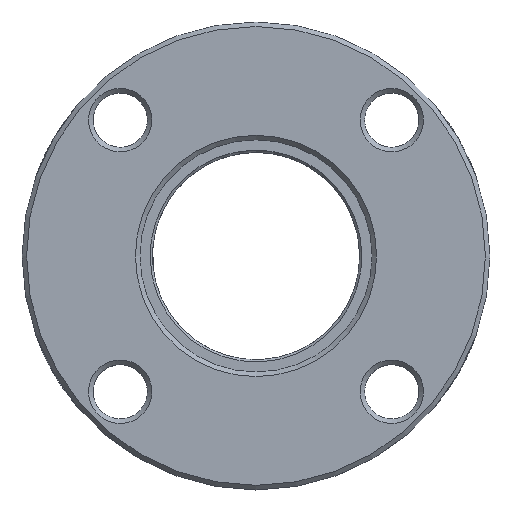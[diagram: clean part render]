
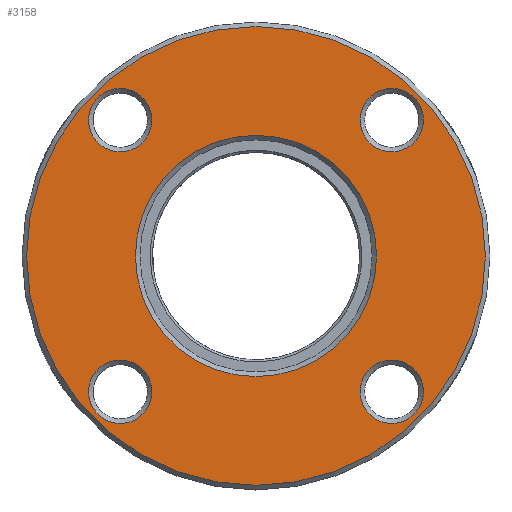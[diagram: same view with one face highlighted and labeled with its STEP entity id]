
A CAD part, top view. The second image highlights one B-rep face of the part: STEP entity #3158.
In plain terms, the highlighted planar face has unit normal (0, 0, 1).
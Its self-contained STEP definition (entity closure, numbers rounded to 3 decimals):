
#53 = AXIS2_PLACEMENT_3D ( 'NONE', #966, #443, #1513 ) ;
#54 = CARTESIAN_POINT ( 'NONE',  ( -11.5, 15., 4. ) ) ;
#103 = ORIENTED_EDGE ( 'NONE', *, *, #3172, .T. ) ;
#218 = AXIS2_PLACEMENT_3D ( 'NONE', #554, #233, #2444 ) ;
#221 = ORIENTED_EDGE ( 'NONE', *, *, #852, .T. ) ;
#233 = DIRECTION ( 'NONE',  ( 0., 0., -1. ) ) ;
#241 = ORIENTED_EDGE ( 'NONE', *, *, #2913, .T. ) ;
#395 = DIRECTION ( 'NONE',  ( 0., 0., 1. ) ) ;
#443 = DIRECTION ( 'NONE',  ( 0., 0., -1. ) ) ;
#467 = FACE_BOUND ( 'NONE', #2778, .T. ) ;
#511 = CIRCLE ( 'NONE', #53, 13.327 ) ;
#554 = CARTESIAN_POINT ( 'NONE',  ( 15., -15., 4. ) ) ;
#566 = EDGE_LOOP ( 'NONE', ( #621 ) ) ;
#569 = DIRECTION ( 'NONE',  ( 0., 0., -1. ) ) ;
#570 = CIRCLE ( 'NONE', #3001, 3.5 ) ;
#621 = ORIENTED_EDGE ( 'NONE', *, *, #1409, .T. ) ;
#650 = AXIS2_PLACEMENT_3D ( 'NONE', #3369, #395, #2309 ) ;
#671 = DIRECTION ( 'NONE',  ( 1., 0., 0. ) ) ;
#703 = CARTESIAN_POINT ( 'NONE',  ( 15., 15., 4. ) ) ;
#732 = DIRECTION ( 'NONE',  ( 1., 0., 0. ) ) ;
#852 = EDGE_CURVE ( 'NONE', #2142, #2142, #511, .T. ) ;
#868 = CARTESIAN_POINT ( 'NONE',  ( -11.5, -15., 4. ) ) ;
#966 = CARTESIAN_POINT ( 'NONE',  ( 0., 0., 4. ) ) ;
#972 = CARTESIAN_POINT ( 'NONE',  ( -15., -15., 4. ) ) ;
#1008 = DIRECTION ( 'NONE',  ( 0., 0., -1. ) ) ;
#1071 = EDGE_LOOP ( 'NONE', ( #221 ) ) ;
#1147 = AXIS2_PLACEMENT_3D ( 'NONE', #3095, #569, #671 ) ;
#1174 = DIRECTION ( 'NONE',  ( 1., 0., 0. ) ) ;
#1217 = PLANE ( 'NONE',  #650 ) ;
#1260 = AXIS2_PLACEMENT_3D ( 'NONE', #972, #1008, #732 ) ;
#1271 = FACE_BOUND ( 'NONE', #566, .T. ) ;
#1339 = DIRECTION ( 'NONE',  ( 0., 0., 1. ) ) ;
#1355 = VERTEX_POINT ( 'NONE', #3319 ) ;
#1389 = ORIENTED_EDGE ( 'NONE', *, *, #2416, .T. ) ;
#1409 = EDGE_CURVE ( 'NONE', #2394, #2394, #570, .T. ) ;
#1419 = EDGE_LOOP ( 'NONE', ( #103 ) ) ;
#1502 = FACE_BOUND ( 'NONE', #1419, .T. ) ;
#1510 = EDGE_LOOP ( 'NONE', ( #1389 ) ) ;
#1513 = DIRECTION ( 'NONE',  ( 1., 0., 0. ) ) ;
#1518 = FACE_OUTER_BOUND ( 'NONE', #1510, .T. ) ;
#1542 = CIRCLE ( 'NONE', #1260, 3.5 ) ;
#1570 = CIRCLE ( 'NONE', #218, 3.5 ) ;
#1680 = VERTEX_POINT ( 'NONE', #54 ) ;
#1873 = CARTESIAN_POINT ( 'NONE',  ( 18.5, 15., 4. ) ) ;
#1912 = CIRCLE ( 'NONE', #3390, 25.344 ) ;
#1935 = EDGE_LOOP ( 'NONE', ( #241 ) ) ;
#2077 = CARTESIAN_POINT ( 'NONE',  ( 13.327, 0., 4. ) ) ;
#2134 = ORIENTED_EDGE ( 'NONE', *, *, #2474, .T. ) ;
#2142 = VERTEX_POINT ( 'NONE', #2077 ) ;
#2159 = CARTESIAN_POINT ( 'NONE',  ( 0., 0., 4. ) ) ;
#2309 = DIRECTION ( 'NONE',  ( 1., 0., 0. ) ) ;
#2394 = VERTEX_POINT ( 'NONE', #1873 ) ;
#2416 = EDGE_CURVE ( 'NONE', #1355, #1355, #1912, .T. ) ;
#2444 = DIRECTION ( 'NONE',  ( 1., 0., 0. ) ) ;
#2462 = VERTEX_POINT ( 'NONE', #3245 ) ;
#2474 = EDGE_CURVE ( 'NONE', #2462, #2462, #1570, .T. ) ;
#2778 = EDGE_LOOP ( 'NONE', ( #2134 ) ) ;
#2899 = FACE_BOUND ( 'NONE', #1071, .T. ) ;
#2913 = EDGE_CURVE ( 'NONE', #1680, #1680, #3139, .T. ) ;
#2985 = VERTEX_POINT ( 'NONE', #868 ) ;
#3001 = AXIS2_PLACEMENT_3D ( 'NONE', #703, #3392, #1174 ) ;
#3095 = CARTESIAN_POINT ( 'NONE',  ( -15., 15., 4. ) ) ;
#3126 = FACE_BOUND ( 'NONE', #1935, .T. ) ;
#3139 = CIRCLE ( 'NONE', #1147, 3.5 ) ;
#3158 = ADVANCED_FACE ( 'NONE', ( #2899, #1518, #1271, #3126, #1502, #467 ), #1217, .T. ) ;
#3172 = EDGE_CURVE ( 'NONE', #2985, #2985, #1542, .T. ) ;
#3210 = DIRECTION ( 'NONE',  ( -1., 0., 0. ) ) ;
#3245 = CARTESIAN_POINT ( 'NONE',  ( 18.5, -15., 4. ) ) ;
#3319 = CARTESIAN_POINT ( 'NONE',  ( -25.344, 0., 4. ) ) ;
#3369 = CARTESIAN_POINT ( 'NONE',  ( 0., 0., 4. ) ) ;
#3390 = AXIS2_PLACEMENT_3D ( 'NONE', #2159, #1339, #3210 ) ;
#3392 = DIRECTION ( 'NONE',  ( 0., 0., -1. ) ) ;
